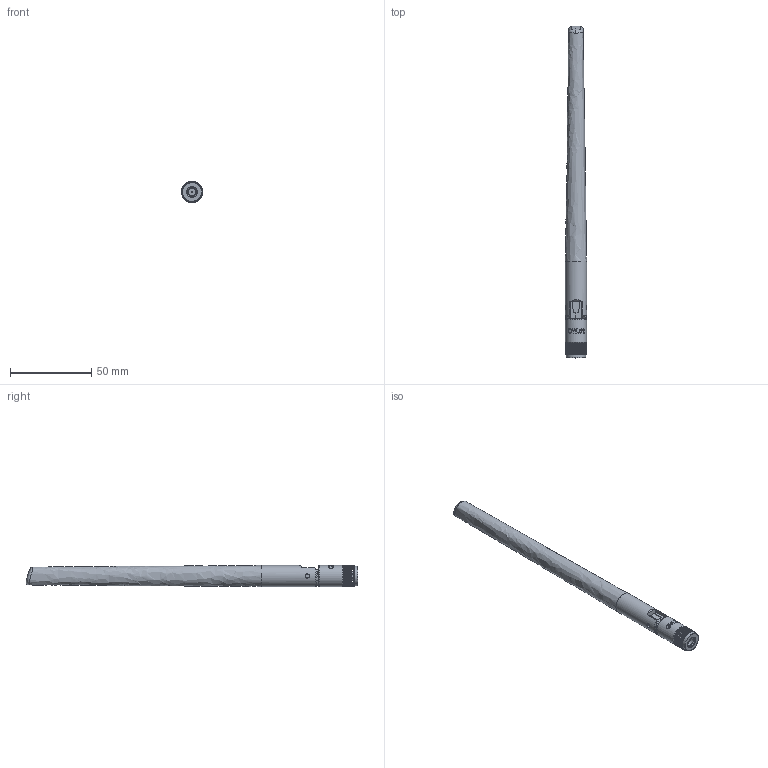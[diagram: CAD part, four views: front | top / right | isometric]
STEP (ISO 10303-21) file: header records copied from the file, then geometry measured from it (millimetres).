
FILE_DESCRIPTION (( 'STEP AP214' ), '1' );
FILE_NAME ('GW.52.A153_Web.STEP', '2024-09-20T07:32:39', ( '' ), ( '' ), 'SwSTEP 2.0', 'SolidWorks 2022', '' );
FILE_SCHEMA (( 'AUTOMOTIVE_DESIGN' ));
Length unit declared in the file: millimetre
Products named in the file (1): GW.52.A153_Web
Bounding box: 13 x 203.98 x 13.01 mm (x, y, z)
Surface area: 8172.6 mm2 (no closed solid volume)
Topology: 0 solids, 8 shells, 162 faces, 1049 edges, 811 vertices
Faces by surface type: cylinder 82, plane 55, bspline 17, cone 7, torus 1
Full cylindrical faces by diameter (mm): 2.6 x1, 5.344 x1, 6.6 x1, 11.9 x1, 13 x2
Entity records: 15141 total; most frequent: CARTESIAN_POINT 7154, ORIENTED_EDGE 1357, EDGE_CURVE 1027, VERTEX_POINT 804, DIRECTION 785, B_SPLINE_CURVE_WITH_KNOTS 649, AXIS2_PLACEMENT_3D 279, LINE 227
